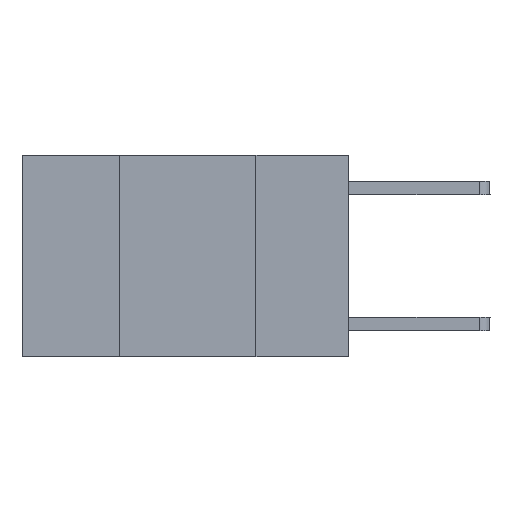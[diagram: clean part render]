
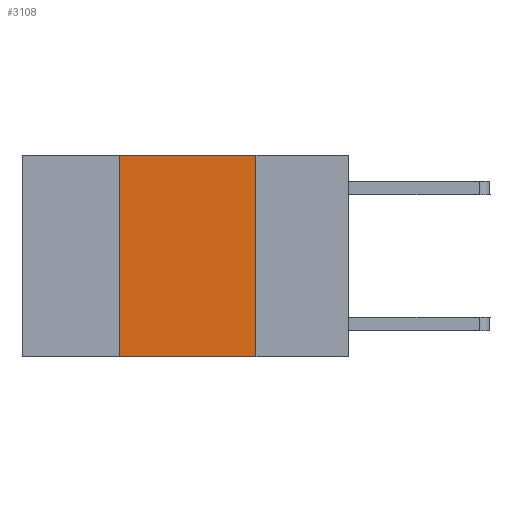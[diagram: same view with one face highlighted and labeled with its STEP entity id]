
A CAD part, left-side view. The second image highlights one B-rep face of the part: STEP entity #3108.
In plain terms, the highlighted planar face has unit normal (-1, 0, 0).
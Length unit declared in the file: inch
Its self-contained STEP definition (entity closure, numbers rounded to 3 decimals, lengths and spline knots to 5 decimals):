
#376 = LINE ( 'NONE', #4306, #7439 ) ;
#416 = EDGE_CURVE ( 'NONE', #4097, #979, #376, .T. ) ;
#979 = VERTEX_POINT ( 'NONE', #1304 ) ;
#1181 = EDGE_CURVE ( 'NONE', #3989, #4097, #10228, .T. ) ;
#1304 = CARTESIAN_POINT ( 'NONE',  ( 0., 0.17, -0.37 ) ) ;
#2559 = DIRECTION ( 'NONE',  ( 1., 0., 0. ) ) ;
#2616 = DIRECTION ( 'NONE',  ( 0., 0., -1. ) ) ;
#2710 = ORIENTED_EDGE ( 'NONE', *, *, #1181, .F. ) ;
#3057 = CARTESIAN_POINT ( 'NONE',  ( 0., 0.17, 0. ) ) ;
#3078 = CARTESIAN_POINT ( 'NONE',  ( 0., 0.6, 0. ) ) ;
#3108 = ADVANCED_FACE ( 'NONE', ( #4208 ), #3402, .F. ) ;
#3402 = PLANE ( 'NONE',  #4498 ) ;
#3921 = EDGE_LOOP ( 'NONE', ( #6407, #2710, #6575, #6130 ) ) ;
#3961 = CARTESIAN_POINT ( 'NONE',  ( 0., 0.6, -0.37 ) ) ;
#3989 = VERTEX_POINT ( 'NONE', #5052 ) ;
#4040 = EDGE_CURVE ( 'NONE', #4487, #3989, #5875, .T. ) ;
#4097 = VERTEX_POINT ( 'NONE', #3057 ) ;
#4136 = DIRECTION ( 'NONE',  ( 0., -1., 0. ) ) ;
#4176 = CARTESIAN_POINT ( 'NONE',  ( 0., 0.42, 0. ) ) ;
#4208 = FACE_OUTER_BOUND ( 'NONE', #3921, .T. ) ;
#4306 = CARTESIAN_POINT ( 'NONE',  ( 0., 0.17, 0. ) ) ;
#4307 = CARTESIAN_POINT ( 'NONE',  ( 0., 0.42, -0.37 ) ) ;
#4465 = VECTOR ( 'NONE', #4136, 39.37008 ) ;
#4487 = VERTEX_POINT ( 'NONE', #4307 ) ;
#4498 = AXIS2_PLACEMENT_3D ( 'NONE', #8915, #2559, #2616 ) ;
#4624 = DIRECTION ( 'NONE',  ( 0., -1., 0. ) ) ;
#5052 = CARTESIAN_POINT ( 'NONE',  ( 0., 0.42, 0. ) ) ;
#5064 = VECTOR ( 'NONE', #4624, 39.37008 ) ;
#5366 = LINE ( 'NONE', #3961, #5064 ) ;
#5875 = LINE ( 'NONE', #4176, #6795 ) ;
#6130 = ORIENTED_EDGE ( 'NONE', *, *, #8682, .T. ) ;
#6407 = ORIENTED_EDGE ( 'NONE', *, *, #416, .F. ) ;
#6575 = ORIENTED_EDGE ( 'NONE', *, *, #4040, .F. ) ;
#6795 = VECTOR ( 'NONE', #8335, 39.37008 ) ;
#7439 = VECTOR ( 'NONE', #7489, 39.37008 ) ;
#7489 = DIRECTION ( 'NONE',  ( 0., 0., -1. ) ) ;
#8335 = DIRECTION ( 'NONE',  ( 0., 0., 1. ) ) ;
#8682 = EDGE_CURVE ( 'NONE', #4487, #979, #5366, .T. ) ;
#8915 = CARTESIAN_POINT ( 'NONE',  ( 0., 0.6, 0. ) ) ;
#10228 = LINE ( 'NONE', #3078, #4465 ) ;
